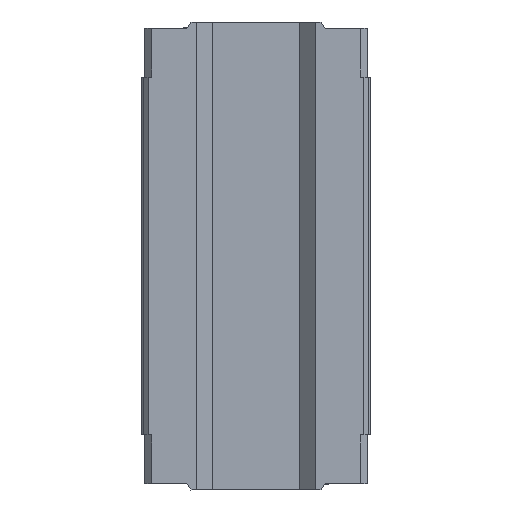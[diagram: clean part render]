
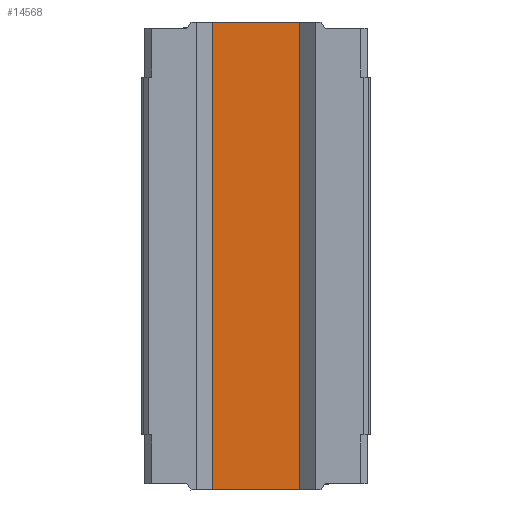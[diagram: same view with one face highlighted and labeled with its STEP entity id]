
A CAD part, front view. The second image highlights one B-rep face of the part: STEP entity #14568.
In plain terms, the highlighted planar face has unit normal (0, -1, 0).
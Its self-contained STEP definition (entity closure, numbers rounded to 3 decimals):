
#14454 = VERTEX_POINT ( 'NONE', #28086 ) ;
#14468 = VERTEX_POINT ( 'NONE', #28081 ) ;
#14469 = VERTEX_POINT ( 'NONE', #28080 ) ;
#14529 = EDGE_CURVE ( 'NONE', #14469, #14454, #28075, .T. ) ;
#14538 = EDGE_CURVE ( 'NONE', #14454, #14539, #28130, .T. ) ;
#14539 = VERTEX_POINT ( 'NONE', #28126 ) ;
#14542 = EDGE_CURVE ( 'NONE', #14468, #14469, #28125, .T. ) ;
#14568 = ADVANCED_FACE ( 'NONE', ( #28191 ), #28190, .F. ) ;
#14569 = EDGE_LOOP ( 'NONE', ( #14570, #14571, #14572, #14573 ) ) ;
#14570 = ORIENTED_EDGE ( 'NONE', *, *, #14538, .F. ) ;
#14571 = ORIENTED_EDGE ( 'NONE', *, *, #14529, .F. ) ;
#14572 = ORIENTED_EDGE ( 'NONE', *, *, #14542, .F. ) ;
#14573 = ORIENTED_EDGE ( 'NONE', *, *, #14584, .F. ) ;
#14584 = EDGE_CURVE ( 'NONE', #14539, #14468, #28179, .T. ) ;
#28074 = CARTESIAN_POINT ( 'NONE',  ( -19.5, -6.37, -44.2 ) ) ;
#28075 = LINE ( 'NONE', #28074, #28138 ) ;
#28080 = CARTESIAN_POINT ( 'NONE',  ( -19.5, -6.37, -24. ) ) ;
#28081 = CARTESIAN_POINT ( 'NONE',  ( 19.5, -6.37, -24. ) ) ;
#28086 = CARTESIAN_POINT ( 'NONE',  ( -19.5, -6.37, 179.8 ) ) ;
#28122 = DIRECTION ( 'NONE',  ( -1., 0., 0. ) ) ;
#28123 = VECTOR ( 'NONE', #28122, 1000. ) ;
#28124 = CARTESIAN_POINT ( 'NONE',  ( 19.5, -6.37, -24. ) ) ;
#28125 = LINE ( 'NONE', #28124, #28123 ) ;
#28126 = CARTESIAN_POINT ( 'NONE',  ( 19.5, -6.37, 179.8 ) ) ;
#28127 = DIRECTION ( 'NONE',  ( 1., 0., 0. ) ) ;
#28128 = VECTOR ( 'NONE', #28127, 1000. ) ;
#28129 = CARTESIAN_POINT ( 'NONE',  ( 19.5, -6.37, 179.8 ) ) ;
#28130 = LINE ( 'NONE', #28129, #28128 ) ;
#28137 = DIRECTION ( 'NONE',  ( 0., 0., 1. ) ) ;
#28138 = VECTOR ( 'NONE', #28137, 1000. ) ;
#28176 = DIRECTION ( 'NONE',  ( 0., 0., -1. ) ) ;
#28177 = VECTOR ( 'NONE', #28176, 1000. ) ;
#28178 = CARTESIAN_POINT ( 'NONE',  ( 19.5, -6.37, -44.2 ) ) ;
#28179 = LINE ( 'NONE', #28178, #28177 ) ;
#28185 = DIRECTION ( 'NONE',  ( 0., 0., 1. ) ) ;
#28186 = DIRECTION ( 'NONE',  ( 0., 1., 0. ) ) ;
#28187 = CARTESIAN_POINT ( 'NONE',  ( 19.5, -6.37, -44.2 ) ) ;
#28188 = AXIS2_PLACEMENT_3D ( 'NONE', #28187, #28186, #28185 ) ;
#28190 = PLANE ( 'NONE',  #28188 ) ;
#28191 = FACE_OUTER_BOUND ( 'NONE', #14569, .T. ) ;
